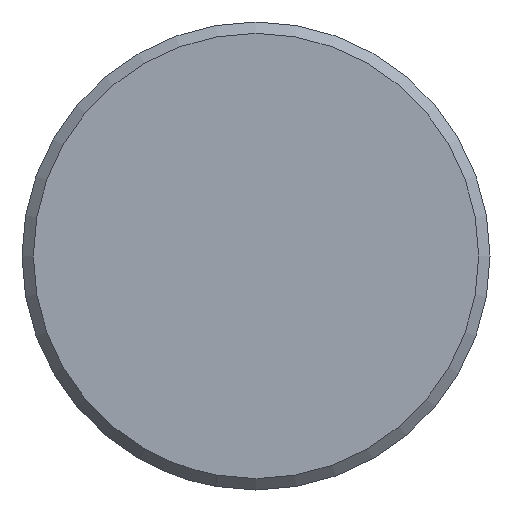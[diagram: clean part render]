
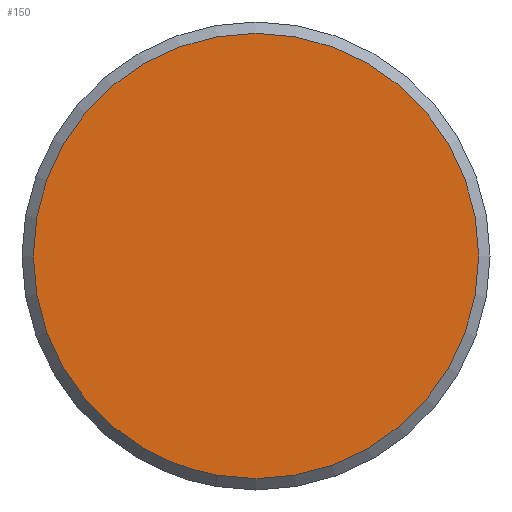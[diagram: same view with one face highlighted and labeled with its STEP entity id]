
A CAD part, front view. The second image highlights one B-rep face of the part: STEP entity #150.
In plain terms, the highlighted planar face has unit normal (0, -1, 0).
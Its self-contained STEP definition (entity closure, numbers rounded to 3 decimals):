
#16=CARTESIAN_POINT('',(0.,-20.,0.));
#17=DIRECTION('',(0.,1.,0.));
#18=DIRECTION('',(-0.174,0.,-0.985));
#19=AXIS2_PLACEMENT_3D('',#16,#17,#18);
#25=CARTESIAN_POINT('',(0.,-20.,0.));
#26=DIRECTION('',(0.,1.,0.));
#27=DIRECTION('',(-0.5,0.,-0.866));
#28=AXIS2_PLACEMENT_3D('',#25,#26,#27);
#135=CARTESIAN_POINT('',(-6.82,-20.,-38.678));
#136=CARTESIAN_POINT('',(-19.638,-20.,-34.013));
#137=VERTEX_POINT('',#135);
#138=VERTEX_POINT('',#136);
#139=CARTESIAN_POINT('',(0.,-20.,0.));
#140=DIRECTION('',(0.,1.,0.));
#141=DIRECTION('',(1.,0.,0.));
#142=AXIS2_PLACEMENT_3D('',#139,#140,#141);
#143=PLANE('',#142);
#145=ORIENTED_EDGE('',*,*,#144,.T.);
#147=ORIENTED_EDGE('',*,*,#146,.T.);
#148=EDGE_LOOP('',(#145,#147));
#149=FACE_OUTER_BOUND('',#148,.F.);
#20=CIRCLE('',#19,39.275);
#29=CIRCLE('',#28,39.275);
#144=EDGE_CURVE('',#137,#138,#20,.T.);
#146=EDGE_CURVE('',#138,#137,#29,.T.);
#150=ADVANCED_FACE('',(#149),#143,.F.);
